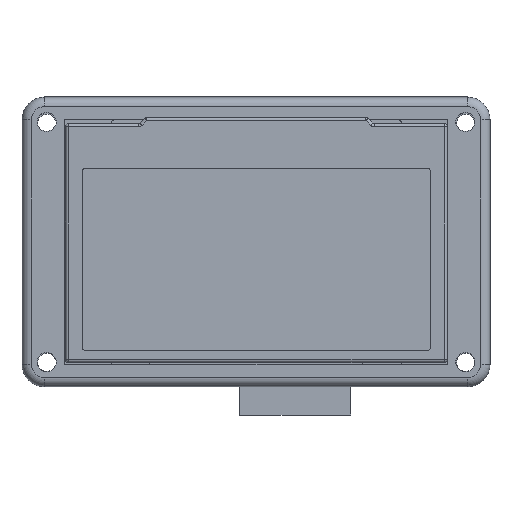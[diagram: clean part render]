
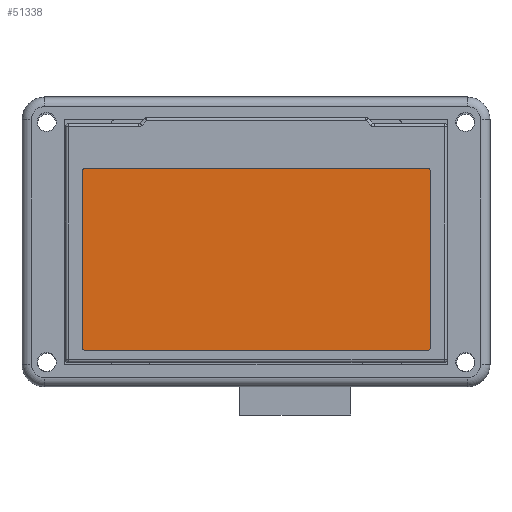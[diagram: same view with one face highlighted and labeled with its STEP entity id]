
A CAD part, top view. The second image highlights one B-rep face of the part: STEP entity #51338.
In plain terms, the highlighted face is planar.
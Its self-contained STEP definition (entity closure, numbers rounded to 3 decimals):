
#2362=PLANE('',#54762);
#4808=FACE_OUTER_BOUND('',#7728,.T.);
#7728=EDGE_LOOP('',(#36811,#36812,#36813,#36814,#36815,#36816,#36817,#36818));
#10949=LINE('',#73657,#17127);
#10953=LINE('',#73666,#17131);
#10956=LINE('',#73674,#17134);
#10959=LINE('',#73682,#17137);
#17127=VECTOR('',#59283,10.);
#17131=VECTOR('',#59293,10.);
#17134=VECTOR('',#59302,10.);
#17137=VECTOR('',#59311,10.);
#23244=CIRCLE('',#54752,0.5);
#23245=CIRCLE('',#54755,0.5);
#23246=CIRCLE('',#54758,0.5);
#23247=CIRCLE('',#54761,0.5);
#24327=VERTEX_POINT('',#73654);
#24328=VERTEX_POINT('',#73656);
#24329=VERTEX_POINT('',#73660);
#24330=VERTEX_POINT('',#73664);
#24331=VERTEX_POINT('',#73668);
#24332=VERTEX_POINT('',#73672);
#24333=VERTEX_POINT('',#73676);
#24334=VERTEX_POINT('',#73680);
#29160=EDGE_CURVE('',#24327,#24328,#10949,.T.);
#29163=EDGE_CURVE('',#24329,#24327,#23244,.T.);
#29165=EDGE_CURVE('',#24330,#24329,#10953,.T.);
#29167=EDGE_CURVE('',#24331,#24330,#23245,.T.);
#29169=EDGE_CURVE('',#24332,#24331,#10956,.T.);
#29171=EDGE_CURVE('',#24333,#24332,#23246,.T.);
#29173=EDGE_CURVE('',#24334,#24333,#10959,.T.);
#29174=EDGE_CURVE('',#24328,#24334,#23247,.T.);
#36811=ORIENTED_EDGE('',*,*,#29174,.F.);
#36812=ORIENTED_EDGE('',*,*,#29160,.F.);
#36813=ORIENTED_EDGE('',*,*,#29163,.F.);
#36814=ORIENTED_EDGE('',*,*,#29165,.F.);
#36815=ORIENTED_EDGE('',*,*,#29167,.F.);
#36816=ORIENTED_EDGE('',*,*,#29169,.F.);
#36817=ORIENTED_EDGE('',*,*,#29171,.F.);
#36818=ORIENTED_EDGE('',*,*,#29173,.F.);
#51338=ADVANCED_FACE('',(#4808),#2362,.T.);
#54752=AXIS2_PLACEMENT_3D('',#73662,#59288,#59289);
#54755=AXIS2_PLACEMENT_3D('',#73670,#59297,#59298);
#54758=AXIS2_PLACEMENT_3D('',#73678,#59306,#59307);
#54761=AXIS2_PLACEMENT_3D('',#73684,#59314,#59315);
#54762=AXIS2_PLACEMENT_3D('',#73685,#59316,#59317);
#59283=DIRECTION('',(0.,0.,1.));
#59288=DIRECTION('center_axis',(0.,-1.,0.));
#59289=DIRECTION('ref_axis',(1.,0.,0.));
#59293=DIRECTION('',(1.,0.,0.));
#59297=DIRECTION('center_axis',(0.,-1.,0.));
#59298=DIRECTION('ref_axis',(0.,0.,-1.));
#59302=DIRECTION('',(0.,0.,-1.));
#59306=DIRECTION('center_axis',(0.,-1.,0.));
#59307=DIRECTION('ref_axis',(-1.,0.,0.));
#59311=DIRECTION('',(-1.,0.,0.));
#59314=DIRECTION('center_axis',(0.,-1.,0.));
#59315=DIRECTION('ref_axis',(0.,0.,1.));
#59316=DIRECTION('center_axis',(0.,1.,0.));
#59317=DIRECTION('ref_axis',(-1.,0.,0.));
#73654=CARTESIAN_POINT('',(68.245,4.4,6.938));
#73656=CARTESIAN_POINT('',(68.245,4.4,35.438));
#73657=CARTESIAN_POINT('',(68.245,4.4,6.938));
#73660=CARTESIAN_POINT('',(67.745,4.4,6.438));
#73662=CARTESIAN_POINT('Origin',(67.745,4.4,6.938));
#73664=CARTESIAN_POINT('',(12.145,4.4,6.438));
#73666=CARTESIAN_POINT('',(12.145,4.4,6.438));
#73668=CARTESIAN_POINT('',(11.645,4.4,6.938));
#73670=CARTESIAN_POINT('Origin',(12.145,4.4,6.938));
#73672=CARTESIAN_POINT('',(11.645,4.4,35.438));
#73674=CARTESIAN_POINT('',(11.645,4.4,35.438));
#73676=CARTESIAN_POINT('',(12.145,4.4,35.938));
#73678=CARTESIAN_POINT('Origin',(12.145,4.4,35.438));
#73680=CARTESIAN_POINT('',(67.745,4.4,35.938));
#73682=CARTESIAN_POINT('',(67.745,4.4,35.938));
#73684=CARTESIAN_POINT('Origin',(67.745,4.4,35.438));
#73685=CARTESIAN_POINT('Origin',(39.945,4.4,21.188));
